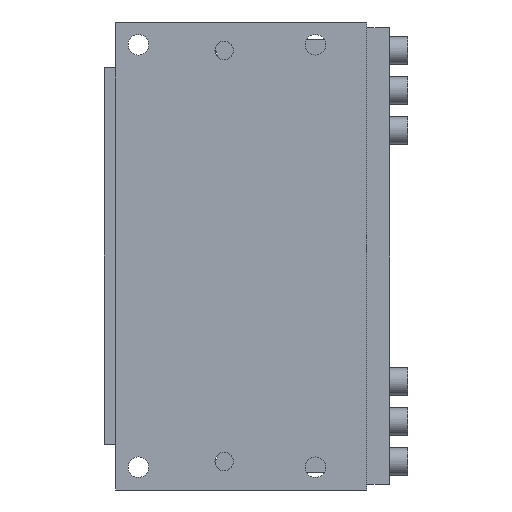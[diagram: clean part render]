
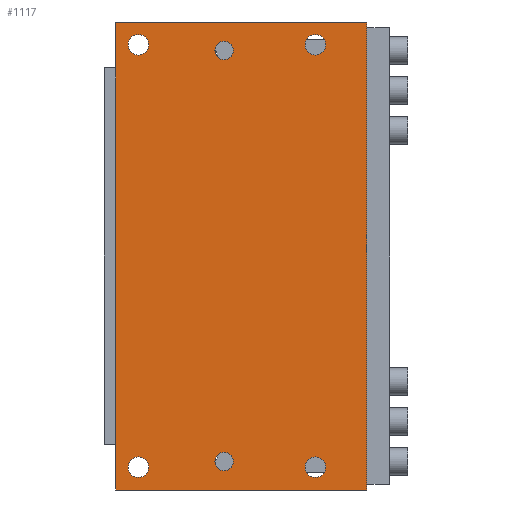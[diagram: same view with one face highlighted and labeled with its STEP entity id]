
A CAD part, front view. The second image highlights one B-rep face of the part: STEP entity #1117.
In plain terms, the highlighted planar face has unit normal (0, -1, 0).
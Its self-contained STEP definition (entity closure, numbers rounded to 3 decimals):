
#333=CARTESIAN_POINT('Line Origine',(-110.,0.,-205.)) ;
#337=CARTESIAN_POINT('Vertex',(-220.,0.,-205.)) ;
#339=CARTESIAN_POINT('Vertex',(0.,0.,-205.)) ;
#902=CARTESIAN_POINT('Vertex',(-220.,0.,205.)) ;
#905=CARTESIAN_POINT('Line Origine',(-110.,0.,205.)) ;
#909=CARTESIAN_POINT('Vertex',(0.,0.,205.)) ;
#924=CARTESIAN_POINT('Axis2P3D Location',(-220.,0.,205.)) ;
#929=CARTESIAN_POINT('Line Origine',(-220.,0.,0.)) ;
#934=CARTESIAN_POINT('Line Origine',(0.,0.,0.)) ;
#945=CARTESIAN_POINT('Axis2P3D Location',(-125.,0.,180.)) ;
#949=CARTESIAN_POINT('Vertex',(-133.,0.,180.)) ;
#951=CARTESIAN_POINT('Vertex',(-117.,0.,180.)) ;
#954=CARTESIAN_POINT('Axis2P3D Location',(-125.,0.,180.)) ;
#963=CARTESIAN_POINT('Axis2P3D Location',(-200.,0.,-185.)) ;
#967=CARTESIAN_POINT('Vertex',(-191.,0.,-185.)) ;
#969=CARTESIAN_POINT('Vertex',(-200.,0.,-176.)) ;
#972=CARTESIAN_POINT('Axis2P3D Location',(-200.,0.,-185.)) ;
#976=CARTESIAN_POINT('Vertex',(-200.,0.,-194.)) ;
#979=CARTESIAN_POINT('Axis2P3D Location',(-200.,0.,-185.)) ;
#983=CARTESIAN_POINT('Vertex',(-209.,0.,-185.)) ;
#986=CARTESIAN_POINT('Axis2P3D Location',(-200.,0.,-185.)) ;
#997=CARTESIAN_POINT('Axis2P3D Location',(-45.,0.,185.)) ;
#1001=CARTESIAN_POINT('Vertex',(-36.,0.,185.)) ;
#1003=CARTESIAN_POINT('Vertex',(-45.,0.,194.)) ;
#1006=CARTESIAN_POINT('Axis2P3D Location',(-45.,0.,185.)) ;
#1010=CARTESIAN_POINT('Vertex',(-45.,0.,176.)) ;
#1013=CARTESIAN_POINT('Axis2P3D Location',(-45.,0.,185.)) ;
#1017=CARTESIAN_POINT('Vertex',(-54.,0.,185.)) ;
#1020=CARTESIAN_POINT('Axis2P3D Location',(-45.,0.,185.)) ;
#1031=CARTESIAN_POINT('Axis2P3D Location',(-45.,0.,-185.)) ;
#1035=CARTESIAN_POINT('Vertex',(-36.,0.,-185.)) ;
#1037=CARTESIAN_POINT('Vertex',(-45.,0.,-176.)) ;
#1040=CARTESIAN_POINT('Axis2P3D Location',(-45.,0.,-185.)) ;
#1044=CARTESIAN_POINT('Vertex',(-45.,0.,-194.)) ;
#1047=CARTESIAN_POINT('Axis2P3D Location',(-45.,0.,-185.)) ;
#1051=CARTESIAN_POINT('Vertex',(-54.,0.,-185.)) ;
#1054=CARTESIAN_POINT('Axis2P3D Location',(-45.,0.,-185.)) ;
#1065=CARTESIAN_POINT('Axis2P3D Location',(-200.,0.,185.)) ;
#1069=CARTESIAN_POINT('Vertex',(-209.,0.,185.)) ;
#1071=CARTESIAN_POINT('Vertex',(-200.,0.,176.)) ;
#1074=CARTESIAN_POINT('Axis2P3D Location',(-200.,0.,185.)) ;
#1078=CARTESIAN_POINT('Vertex',(-200.,0.,194.)) ;
#1081=CARTESIAN_POINT('Axis2P3D Location',(-200.,0.,185.)) ;
#1085=CARTESIAN_POINT('Vertex',(-191.,0.,185.)) ;
#1088=CARTESIAN_POINT('Axis2P3D Location',(-200.,0.,185.)) ;
#1099=CARTESIAN_POINT('Axis2P3D Location',(-125.,0.,-180.)) ;
#1103=CARTESIAN_POINT('Vertex',(-117.,0.,-180.)) ;
#1105=CARTESIAN_POINT('Vertex',(-133.,0.,-180.)) ;
#1108=CARTESIAN_POINT('Axis2P3D Location',(-125.,0.,-180.)) ;
#334=DIRECTION('Vector Direction',(1.,0.,0.)) ;
#906=DIRECTION('Vector Direction',(-1.,0.,0.)) ;
#925=DIRECTION('Axis2P3D Direction',(0.,-1.,0.)) ;
#926=DIRECTION('Axis2P3D XDirection',(0.,0.,-1.)) ;
#930=DIRECTION('Vector Direction',(0.,0.,1.)) ;
#935=DIRECTION('Vector Direction',(0.,0.,-1.)) ;
#946=DIRECTION('Axis2P3D Direction',(0.,-1.,0.)) ;
#955=DIRECTION('Axis2P3D Direction',(0.,-1.,0.)) ;
#964=DIRECTION('Axis2P3D Direction',(0.,-1.,0.)) ;
#973=DIRECTION('Axis2P3D Direction',(0.,-1.,0.)) ;
#980=DIRECTION('Axis2P3D Direction',(0.,-1.,0.)) ;
#987=DIRECTION('Axis2P3D Direction',(0.,-1.,0.)) ;
#998=DIRECTION('Axis2P3D Direction',(0.,-1.,0.)) ;
#1007=DIRECTION('Axis2P3D Direction',(0.,-1.,0.)) ;
#1014=DIRECTION('Axis2P3D Direction',(0.,-1.,0.)) ;
#1021=DIRECTION('Axis2P3D Direction',(0.,-1.,0.)) ;
#1032=DIRECTION('Axis2P3D Direction',(0.,-1.,0.)) ;
#1041=DIRECTION('Axis2P3D Direction',(0.,-1.,0.)) ;
#1048=DIRECTION('Axis2P3D Direction',(0.,-1.,0.)) ;
#1055=DIRECTION('Axis2P3D Direction',(0.,-1.,0.)) ;
#1066=DIRECTION('Axis2P3D Direction',(0.,-1.,0.)) ;
#1075=DIRECTION('Axis2P3D Direction',(0.,-1.,0.)) ;
#1082=DIRECTION('Axis2P3D Direction',(0.,-1.,0.)) ;
#1089=DIRECTION('Axis2P3D Direction',(0.,-1.,0.)) ;
#1100=DIRECTION('Axis2P3D Direction',(0.,-1.,0.)) ;
#1109=DIRECTION('Axis2P3D Direction',(0.,-1.,0.)) ;
#927=AXIS2_PLACEMENT_3D('Plane Axis2P3D',#924,#925,#926) ;
#947=AXIS2_PLACEMENT_3D('Circle Axis2P3D',#945,#946,$) ;
#956=AXIS2_PLACEMENT_3D('Circle Axis2P3D',#954,#955,$) ;
#965=AXIS2_PLACEMENT_3D('Circle Axis2P3D',#963,#964,$) ;
#974=AXIS2_PLACEMENT_3D('Circle Axis2P3D',#972,#973,$) ;
#981=AXIS2_PLACEMENT_3D('Circle Axis2P3D',#979,#980,$) ;
#988=AXIS2_PLACEMENT_3D('Circle Axis2P3D',#986,#987,$) ;
#999=AXIS2_PLACEMENT_3D('Circle Axis2P3D',#997,#998,$) ;
#1008=AXIS2_PLACEMENT_3D('Circle Axis2P3D',#1006,#1007,$) ;
#1015=AXIS2_PLACEMENT_3D('Circle Axis2P3D',#1013,#1014,$) ;
#1022=AXIS2_PLACEMENT_3D('Circle Axis2P3D',#1020,#1021,$) ;
#1033=AXIS2_PLACEMENT_3D('Circle Axis2P3D',#1031,#1032,$) ;
#1042=AXIS2_PLACEMENT_3D('Circle Axis2P3D',#1040,#1041,$) ;
#1049=AXIS2_PLACEMENT_3D('Circle Axis2P3D',#1047,#1048,$) ;
#1056=AXIS2_PLACEMENT_3D('Circle Axis2P3D',#1054,#1055,$) ;
#1067=AXIS2_PLACEMENT_3D('Circle Axis2P3D',#1065,#1066,$) ;
#1076=AXIS2_PLACEMENT_3D('Circle Axis2P3D',#1074,#1075,$) ;
#1083=AXIS2_PLACEMENT_3D('Circle Axis2P3D',#1081,#1082,$) ;
#1090=AXIS2_PLACEMENT_3D('Circle Axis2P3D',#1088,#1089,$) ;
#1101=AXIS2_PLACEMENT_3D('Circle Axis2P3D',#1099,#1100,$) ;
#1110=AXIS2_PLACEMENT_3D('Circle Axis2P3D',#1108,#1109,$) ;
#940=ORIENTED_EDGE('',*,*,#933,.F.) ;
#941=ORIENTED_EDGE('',*,*,#341,.T.) ;
#942=ORIENTED_EDGE('',*,*,#938,.F.) ;
#943=ORIENTED_EDGE('',*,*,#911,.T.) ;
#960=ORIENTED_EDGE('',*,*,#953,.F.) ;
#961=ORIENTED_EDGE('',*,*,#958,.F.) ;
#992=ORIENTED_EDGE('',*,*,#971,.F.) ;
#993=ORIENTED_EDGE('',*,*,#978,.F.) ;
#994=ORIENTED_EDGE('',*,*,#985,.F.) ;
#995=ORIENTED_EDGE('',*,*,#990,.F.) ;
#1026=ORIENTED_EDGE('',*,*,#1005,.F.) ;
#1027=ORIENTED_EDGE('',*,*,#1012,.F.) ;
#1028=ORIENTED_EDGE('',*,*,#1019,.F.) ;
#1029=ORIENTED_EDGE('',*,*,#1024,.F.) ;
#1060=ORIENTED_EDGE('',*,*,#1039,.F.) ;
#1061=ORIENTED_EDGE('',*,*,#1046,.F.) ;
#1062=ORIENTED_EDGE('',*,*,#1053,.F.) ;
#1063=ORIENTED_EDGE('',*,*,#1058,.F.) ;
#1094=ORIENTED_EDGE('',*,*,#1073,.F.) ;
#1095=ORIENTED_EDGE('',*,*,#1080,.F.) ;
#1096=ORIENTED_EDGE('',*,*,#1087,.F.) ;
#1097=ORIENTED_EDGE('',*,*,#1092,.F.) ;
#1114=ORIENTED_EDGE('',*,*,#1107,.F.) ;
#1115=ORIENTED_EDGE('',*,*,#1112,.F.) ;
#962=FACE_BOUND('',#959,.T.) ;
#996=FACE_BOUND('',#991,.T.) ;
#1030=FACE_BOUND('',#1025,.T.) ;
#1064=FACE_BOUND('',#1059,.T.) ;
#1098=FACE_BOUND('',#1093,.T.) ;
#1116=FACE_BOUND('',#1113,.T.) ;
#335=VECTOR('Line Direction',#334,1.) ;
#907=VECTOR('Line Direction',#906,1.) ;
#931=VECTOR('Line Direction',#930,1.) ;
#936=VECTOR('Line Direction',#935,1.) ;
#1117=ADVANCED_FACE('CAM HOLDER',(#944,#962,#996,#1030,#1064,#1098,#1116),#928,.T.) ;
#948=CIRCLE('generated circle',#947,8.) ;
#957=CIRCLE('generated circle',#956,8.) ;
#966=CIRCLE('generated circle',#965,9.) ;
#975=CIRCLE('generated circle',#974,9.) ;
#982=CIRCLE('generated circle',#981,9.) ;
#989=CIRCLE('generated circle',#988,9.) ;
#1000=CIRCLE('generated circle',#999,9.) ;
#1009=CIRCLE('generated circle',#1008,9.) ;
#1016=CIRCLE('generated circle',#1015,9.) ;
#1023=CIRCLE('generated circle',#1022,9.) ;
#1034=CIRCLE('generated circle',#1033,9.) ;
#1043=CIRCLE('generated circle',#1042,9.) ;
#1050=CIRCLE('generated circle',#1049,9.) ;
#1057=CIRCLE('generated circle',#1056,9.) ;
#1068=CIRCLE('generated circle',#1067,9.) ;
#1077=CIRCLE('generated circle',#1076,9.) ;
#1084=CIRCLE('generated circle',#1083,9.) ;
#1091=CIRCLE('generated circle',#1090,9.) ;
#1102=CIRCLE('generated circle',#1101,8.) ;
#1111=CIRCLE('generated circle',#1110,8.) ;
#341=EDGE_CURVE('',#338,#340,#336,.T.) ;
#911=EDGE_CURVE('',#910,#903,#908,.T.) ;
#933=EDGE_CURVE('',#338,#903,#932,.T.) ;
#938=EDGE_CURVE('',#910,#340,#937,.T.) ;
#953=EDGE_CURVE('',#950,#952,#948,.T.) ;
#958=EDGE_CURVE('',#952,#950,#957,.T.) ;
#971=EDGE_CURVE('',#968,#970,#966,.T.) ;
#978=EDGE_CURVE('',#977,#968,#975,.T.) ;
#985=EDGE_CURVE('',#984,#977,#982,.T.) ;
#990=EDGE_CURVE('',#970,#984,#989,.T.) ;
#1005=EDGE_CURVE('',#1002,#1004,#1000,.T.) ;
#1012=EDGE_CURVE('',#1011,#1002,#1009,.T.) ;
#1019=EDGE_CURVE('',#1018,#1011,#1016,.T.) ;
#1024=EDGE_CURVE('',#1004,#1018,#1023,.T.) ;
#1039=EDGE_CURVE('',#1036,#1038,#1034,.T.) ;
#1046=EDGE_CURVE('',#1045,#1036,#1043,.T.) ;
#1053=EDGE_CURVE('',#1052,#1045,#1050,.T.) ;
#1058=EDGE_CURVE('',#1038,#1052,#1057,.T.) ;
#1073=EDGE_CURVE('',#1070,#1072,#1068,.T.) ;
#1080=EDGE_CURVE('',#1079,#1070,#1077,.T.) ;
#1087=EDGE_CURVE('',#1086,#1079,#1084,.T.) ;
#1092=EDGE_CURVE('',#1072,#1086,#1091,.T.) ;
#1107=EDGE_CURVE('',#1104,#1106,#1102,.T.) ;
#1112=EDGE_CURVE('',#1106,#1104,#1111,.T.) ;
#939=EDGE_LOOP('',(#940,#941,#942,#943)) ;
#959=EDGE_LOOP('',(#960,#961)) ;
#991=EDGE_LOOP('',(#992,#993,#994,#995)) ;
#1025=EDGE_LOOP('',(#1026,#1027,#1028,#1029)) ;
#1059=EDGE_LOOP('',(#1060,#1061,#1062,#1063)) ;
#1093=EDGE_LOOP('',(#1094,#1095,#1096,#1097)) ;
#1113=EDGE_LOOP('',(#1114,#1115)) ;
#944=FACE_OUTER_BOUND('',#939,.T.) ;
#336=LINE('Line',#333,#335) ;
#908=LINE('Line',#905,#907) ;
#932=LINE('Line',#929,#931) ;
#937=LINE('Line',#934,#936) ;
#928=PLANE('Plane',#927) ;
#338=VERTEX_POINT('',#337) ;
#340=VERTEX_POINT('',#339) ;
#903=VERTEX_POINT('',#902) ;
#910=VERTEX_POINT('',#909) ;
#950=VERTEX_POINT('',#949) ;
#952=VERTEX_POINT('',#951) ;
#968=VERTEX_POINT('',#967) ;
#970=VERTEX_POINT('',#969) ;
#977=VERTEX_POINT('',#976) ;
#984=VERTEX_POINT('',#983) ;
#1002=VERTEX_POINT('',#1001) ;
#1004=VERTEX_POINT('',#1003) ;
#1011=VERTEX_POINT('',#1010) ;
#1018=VERTEX_POINT('',#1017) ;
#1036=VERTEX_POINT('',#1035) ;
#1038=VERTEX_POINT('',#1037) ;
#1045=VERTEX_POINT('',#1044) ;
#1052=VERTEX_POINT('',#1051) ;
#1070=VERTEX_POINT('',#1069) ;
#1072=VERTEX_POINT('',#1071) ;
#1079=VERTEX_POINT('',#1078) ;
#1086=VERTEX_POINT('',#1085) ;
#1104=VERTEX_POINT('',#1103) ;
#1106=VERTEX_POINT('',#1105) ;
